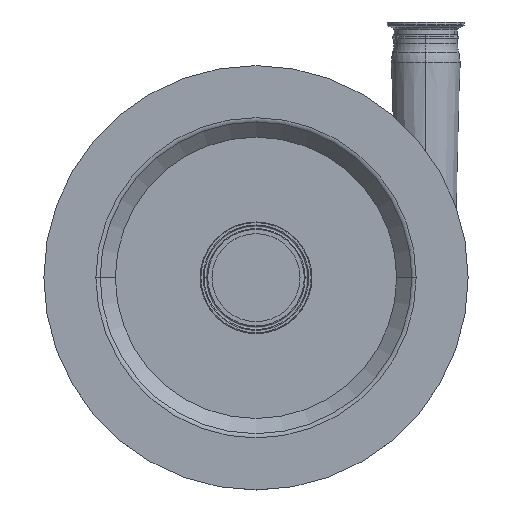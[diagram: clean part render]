
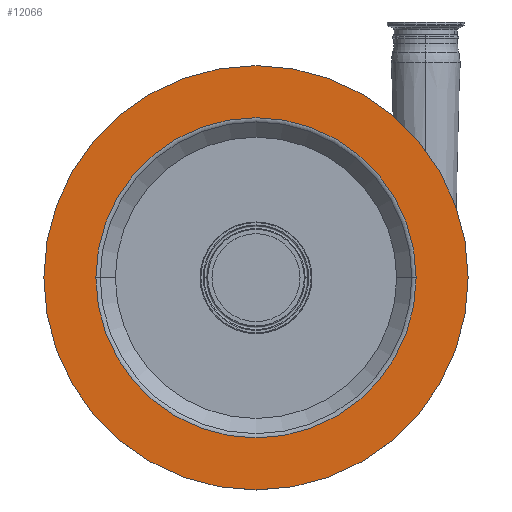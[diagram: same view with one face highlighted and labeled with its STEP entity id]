
A CAD part, top view. The second image highlights one B-rep face of the part: STEP entity #12066.
In plain terms, the highlighted planar face has unit normal (0, 0, 1).
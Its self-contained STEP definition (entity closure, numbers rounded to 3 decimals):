
#848 = CIRCLE ( 'NONE', #2736, 132.071 ) ;
#1337 = AXIS2_PLACEMENT_3D ( 'NONE', #11964, #17866, #11851 ) ;
#1387 = EDGE_CURVE ( 'NONE', #12936, #5019, #848, .T. ) ;
#1562 = PLANE ( 'NONE',  #2452 ) ;
#1656 = FACE_OUTER_BOUND ( 'NONE', #17596, .T. ) ;
#1829 = ORIENTED_EDGE ( 'NONE', *, *, #13025, .T. ) ;
#1901 = ORIENTED_EDGE ( 'NONE', *, *, #5044, .F. ) ;
#2452 = AXIS2_PLACEMENT_3D ( 'NONE', #13927, #16674, #10857 ) ;
#2736 = AXIS2_PLACEMENT_3D ( 'NONE', #8616, #17414, #16125 ) ;
#3108 = DIRECTION ( 'NONE',  ( 0., 0., -1. ) ) ;
#3924 = AXIS2_PLACEMENT_3D ( 'NONE', #10521, #3108, #13602 ) ;
#5019 = VERTEX_POINT ( 'NONE', #9222 ) ;
#5044 = EDGE_CURVE ( 'NONE', #9391, #15015, #18439, .T. ) ;
#8616 = CARTESIAN_POINT ( 'NONE',  ( 0., 0., 67. ) ) ;
#9222 = CARTESIAN_POINT ( 'NONE',  ( 132.071, 0., 67. ) ) ;
#9391 = VERTEX_POINT ( 'NONE', #18476 ) ;
#9769 = ORIENTED_EDGE ( 'NONE', *, *, #1387, .T. ) ;
#10521 = CARTESIAN_POINT ( 'NONE',  ( 0., 0., 67. ) ) ;
#10857 = DIRECTION ( 'NONE',  ( -1., 0., 0. ) ) ;
#10992 = CIRCLE ( 'NONE', #11310, 132.071 ) ;
#11310 = AXIS2_PLACEMENT_3D ( 'NONE', #12164, #13353, #18164 ) ;
#11851 = DIRECTION ( 'NONE',  ( -1., 0., 0. ) ) ;
#11964 = CARTESIAN_POINT ( 'NONE',  ( 0., 0., 67. ) ) ;
#11973 = CARTESIAN_POINT ( 'NONE',  ( -132.071, 0., 67. ) ) ;
#12066 = ADVANCED_FACE ( 'NONE', ( #13648, #1656 ), #1562, .F. ) ;
#12164 = CARTESIAN_POINT ( 'NONE',  ( 0., 0., 67. ) ) ;
#12415 = CIRCLE ( 'NONE', #1337, 175. ) ;
#12936 = VERTEX_POINT ( 'NONE', #11973 ) ;
#13025 = EDGE_CURVE ( 'NONE', #5019, #12936, #10992, .T. ) ;
#13353 = DIRECTION ( 'NONE',  ( 0., 0., -1. ) ) ;
#13602 = DIRECTION ( 'NONE',  ( -1., 0., 0. ) ) ;
#13648 = FACE_BOUND ( 'NONE', #18466, .T. ) ;
#13927 = CARTESIAN_POINT ( 'NONE',  ( 0., 175., 67. ) ) ;
#15015 = VERTEX_POINT ( 'NONE', #16054 ) ;
#16054 = CARTESIAN_POINT ( 'NONE',  ( 175., 0., 67. ) ) ;
#16125 = DIRECTION ( 'NONE',  ( -1., 0., 0. ) ) ;
#16674 = DIRECTION ( 'NONE',  ( 0., 0., -1. ) ) ;
#17414 = DIRECTION ( 'NONE',  ( 0., 0., -1. ) ) ;
#17596 = EDGE_LOOP ( 'NONE', ( #1901, #18107 ) ) ;
#17866 = DIRECTION ( 'NONE',  ( 0., 0., -1. ) ) ;
#17953 = EDGE_CURVE ( 'NONE', #15015, #9391, #12415, .T. ) ;
#18107 = ORIENTED_EDGE ( 'NONE', *, *, #17953, .F. ) ;
#18164 = DIRECTION ( 'NONE',  ( -1., 0., 0. ) ) ;
#18439 = CIRCLE ( 'NONE', #3924, 175. ) ;
#18466 = EDGE_LOOP ( 'NONE', ( #9769, #1829 ) ) ;
#18476 = CARTESIAN_POINT ( 'NONE',  ( -175., 0., 67. ) ) ;
